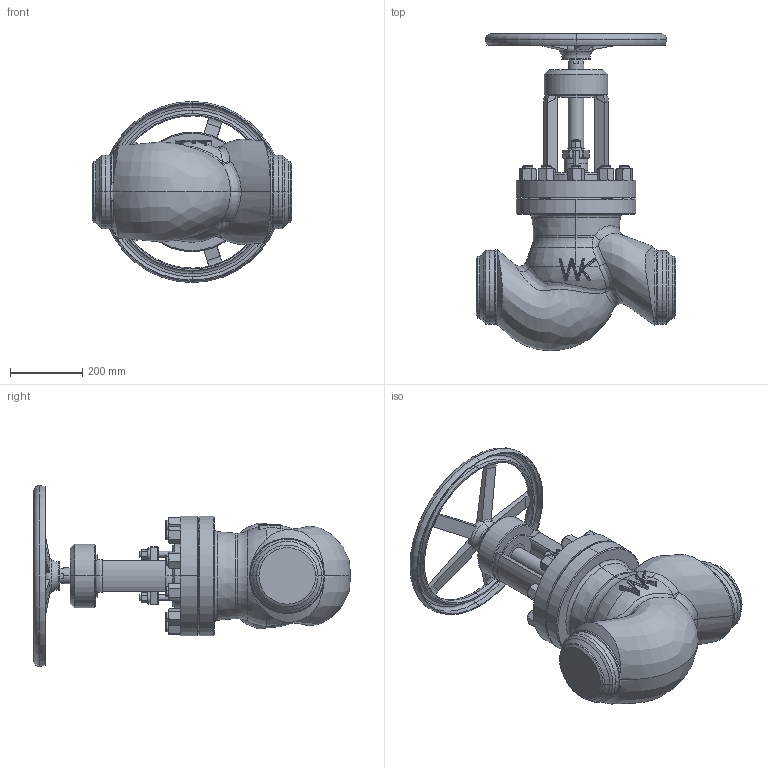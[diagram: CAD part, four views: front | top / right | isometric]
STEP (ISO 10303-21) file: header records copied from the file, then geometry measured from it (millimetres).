
FILE_DESCRIPTION (( 'STEP AP214' ), '1' );
FILE_NAME ('[150] 530S DN150 3-3263 uproszczony katalog.STEP', '2015-03-18T07:21:29', ( '' ), ( '' ), 'SwSTEP 2.0', 'SolidWorks 2015', '' );
FILE_SCHEMA (( 'AUTOMOTIVE_DESIGN' ));
Length unit declared in the file: millimetre
Products named in the file (1): [150] 530S DN150 3-3263 uproszczony katalog
Bounding box: 550 x 875.39 x 500 mm (x, y, z)
Volume: 43352420.3 mm3; surface area: 1493333.9 mm2
Topology: 1 solids, 1 shells, 793 faces, 1905 edges, 1117 vertices
Faces by surface type: plane 229, cone 216, cylinder 213, torus 66, bspline 42, sphere 27
Entity records: 38128 total; most frequent: CARTESIAN_POINT 14238, ORIENTED_EDGE 3760, DIRECTION 3664, EDGE_CURVE 1880, AXIS2_PLACEMENT_3D 1564, VERTEX_POINT 1116, EDGE_LOOP 862, CIRCLE 812
